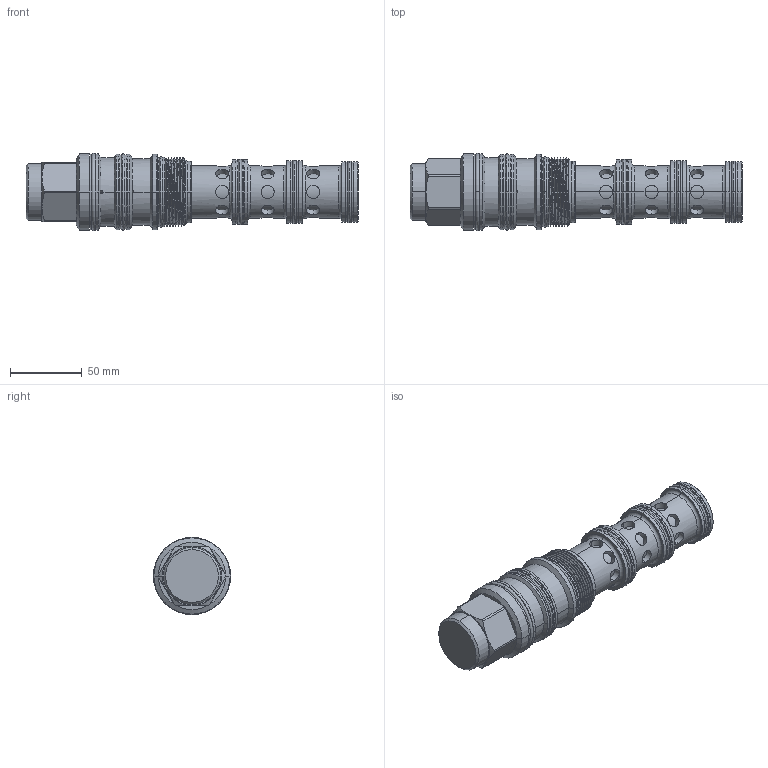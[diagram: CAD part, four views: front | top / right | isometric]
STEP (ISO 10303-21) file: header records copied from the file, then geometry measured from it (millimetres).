
FILE_DESCRIPTION (( 'STEP AP203' ), '1' );
FILE_NAME ('DC64A6E22-N.STEP', '2020-04-15T00:57:42', ( '' ), ( '' ), 'SwSTEP 2.0', 'SolidWorks 2018', '' );
FILE_SCHEMA (( 'CONFIG_CONTROL_DESIGN' ));
Length unit declared in the file: millimetre
Products named in the file (1): DC64A6E22-N
Bounding box: 231.42 x 53.84 x 53.84 mm (x, y, z)
Volume: 313703 mm3; surface area: 61517.9 mm2
Topology: 8 solids, 8 shells, 341 faces, 748 edges, 468 vertices
Faces by surface type: cylinder 212, plane 57, cone 37, torus 32, bspline 3
Entity records: 15212 total; most frequent: CARTESIAN_POINT 7789, DIRECTION 1536, ORIENTED_EDGE 1496, EDGE_CURVE 748, AXIS2_PLACEMENT_3D 653, VERTEX_POINT 468, EDGE_LOOP 400, ADVANCED_FACE 341
